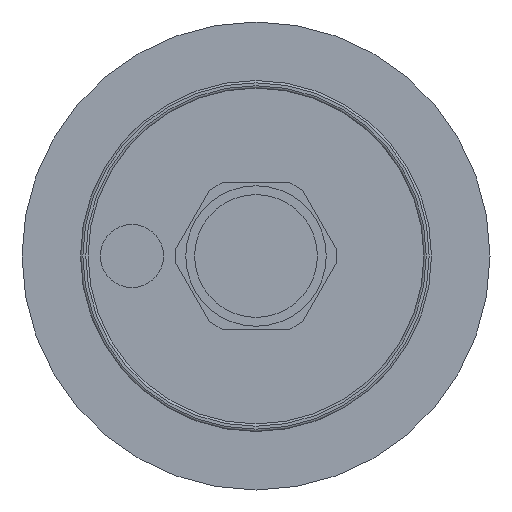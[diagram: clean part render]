
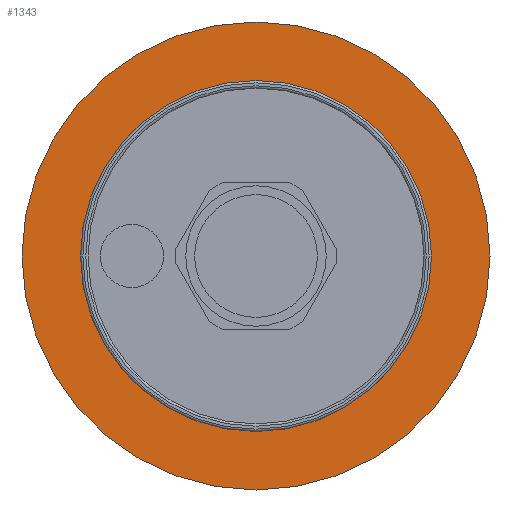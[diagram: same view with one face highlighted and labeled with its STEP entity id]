
A CAD part, front view. The second image highlights one B-rep face of the part: STEP entity #1343.
In plain terms, the highlighted planar face has unit normal (0, -1, 0).
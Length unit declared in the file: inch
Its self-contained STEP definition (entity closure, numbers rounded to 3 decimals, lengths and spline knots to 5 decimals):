
#31=FACE_BOUND('',#177,.T.);
#56=PLANE('',#1475);
#97=FACE_OUTER_BOUND('',#176,.T.);
#176=EDGE_LOOP('',(#877,#878));
#177=EDGE_LOOP('',(#879,#880));
#415=CIRCLE('',#1458,2.);
#416=CIRCLE('',#1459,2.);
#428=CIRCLE('',#1476,1.5);
#429=CIRCLE('',#1477,1.5);
#522=VERTEX_POINT('',#2106);
#523=VERTEX_POINT('',#2108);
#532=VERTEX_POINT('',#2135);
#533=VERTEX_POINT('',#2136);
#653=EDGE_CURVE('',#522,#523,#415,.T.);
#654=EDGE_CURVE('',#523,#522,#416,.T.);
#666=EDGE_CURVE('',#532,#533,#428,.T.);
#667=EDGE_CURVE('',#533,#532,#429,.T.);
#877=ORIENTED_EDGE('',*,*,#654,.F.);
#878=ORIENTED_EDGE('',*,*,#653,.F.);
#879=ORIENTED_EDGE('',*,*,#666,.F.);
#880=ORIENTED_EDGE('',*,*,#667,.F.);
#1343=ADVANCED_FACE('',(#97,#31),#56,.T.);
#1458=AXIS2_PLACEMENT_3D('',#2109,#1660,#1661);
#1459=AXIS2_PLACEMENT_3D('',#2110,#1662,#1663);
#1475=AXIS2_PLACEMENT_3D('',#2134,#1694,#1695);
#1476=AXIS2_PLACEMENT_3D('',#2137,#1696,#1697);
#1477=AXIS2_PLACEMENT_3D('',#2138,#1698,#1699);
#1660=DIRECTION('center_axis',(0.,1.,0.));
#1661=DIRECTION('ref_axis',(1.,0.,0.));
#1662=DIRECTION('center_axis',(0.,1.,0.));
#1663=DIRECTION('ref_axis',(1.,0.,0.));
#1694=DIRECTION('center_axis',(0.,-1.,0.));
#1695=DIRECTION('ref_axis',(0.,0.,-1.));
#1696=DIRECTION('center_axis',(0.,-1.,0.));
#1697=DIRECTION('ref_axis',(-1.,0.,0.));
#1698=DIRECTION('center_axis',(0.,-1.,0.));
#1699=DIRECTION('ref_axis',(-1.,0.,0.));
#2106=CARTESIAN_POINT('',(2.,-0.439,0.));
#2108=CARTESIAN_POINT('',(-2.,-0.439,0.));
#2109=CARTESIAN_POINT('Origin',(0.,-0.439,0.));
#2110=CARTESIAN_POINT('Origin',(0.,-0.439,0.));
#2134=CARTESIAN_POINT('Origin',(-2.,-0.439,0.));
#2135=CARTESIAN_POINT('',(-1.5,-0.439,0.));
#2136=CARTESIAN_POINT('',(1.5,-0.439,0.));
#2137=CARTESIAN_POINT('Origin',(0.,-0.439,0.));
#2138=CARTESIAN_POINT('Origin',(0.,-0.439,0.));
